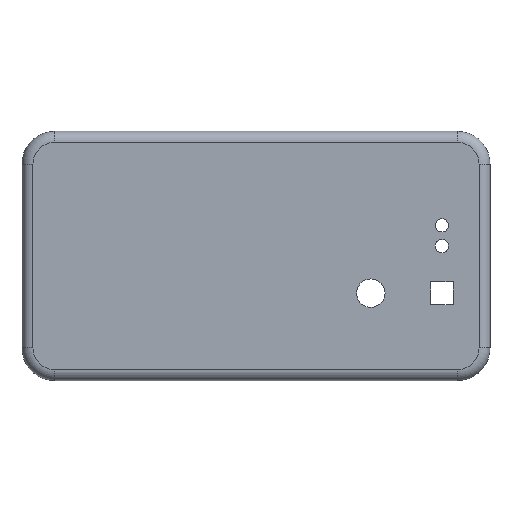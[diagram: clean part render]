
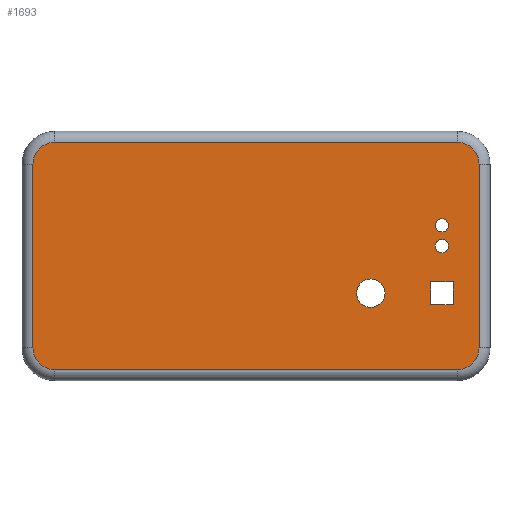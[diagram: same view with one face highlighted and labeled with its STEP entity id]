
A CAD part, top view. The second image highlights one B-rep face of the part: STEP entity #1693.
In plain terms, the highlighted planar face has unit normal (0, 0, 1).
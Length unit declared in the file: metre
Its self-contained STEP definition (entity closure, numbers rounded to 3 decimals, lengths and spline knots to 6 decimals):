
#79=CIRCLE('',#1821,0.00325);
#80=CIRCLE('',#1822,0.0015);
#81=CIRCLE('',#1823,0.0015);
#82=CIRCLE('',#1824,0.005);
#83=CIRCLE('',#1825,0.005);
#84=CIRCLE('',#1826,0.005);
#85=CIRCLE('',#1827,0.005);
#219=ORIENTED_EDGE('',*,*,#697,.F.);
#220=ORIENTED_EDGE('',*,*,#698,.F.);
#221=ORIENTED_EDGE('',*,*,#699,.F.);
#222=ORIENTED_EDGE('',*,*,#700,.T.);
#223=ORIENTED_EDGE('',*,*,#701,.T.);
#224=ORIENTED_EDGE('',*,*,#702,.T.);
#225=ORIENTED_EDGE('',*,*,#703,.T.);
#226=ORIENTED_EDGE('',*,*,#704,.T.);
#227=ORIENTED_EDGE('',*,*,#705,.T.);
#228=ORIENTED_EDGE('',*,*,#706,.T.);
#229=ORIENTED_EDGE('',*,*,#707,.T.);
#230=ORIENTED_EDGE('',*,*,#708,.F.);
#231=ORIENTED_EDGE('',*,*,#709,.T.);
#232=ORIENTED_EDGE('',*,*,#710,.T.);
#233=ORIENTED_EDGE('',*,*,#711,.F.);
#697=EDGE_CURVE('',#933,#933,#79,.T.);
#698=EDGE_CURVE('',#934,#934,#80,.T.);
#699=EDGE_CURVE('',#935,#935,#81,.T.);
#700=EDGE_CURVE('',#936,#937,#82,.T.);
#701=EDGE_CURVE('',#937,#938,#1092,.T.);
#702=EDGE_CURVE('',#938,#939,#83,.T.);
#703=EDGE_CURVE('',#939,#940,#1093,.T.);
#704=EDGE_CURVE('',#940,#941,#84,.T.);
#705=EDGE_CURVE('',#941,#942,#1094,.F.);
#706=EDGE_CURVE('',#942,#943,#85,.T.);
#707=EDGE_CURVE('',#943,#936,#1095,.F.);
#708=EDGE_CURVE('',#944,#945,#1096,.T.);
#709=EDGE_CURVE('',#944,#946,#1097,.T.);
#710=EDGE_CURVE('',#946,#947,#1098,.T.);
#711=EDGE_CURVE('',#945,#947,#1099,.T.);
#933=VERTEX_POINT('',#2641);
#934=VERTEX_POINT('',#2643);
#935=VERTEX_POINT('',#2645);
#936=VERTEX_POINT('',#2647);
#937=VERTEX_POINT('',#2648);
#938=VERTEX_POINT('',#2650);
#939=VERTEX_POINT('',#2652);
#940=VERTEX_POINT('',#2654);
#941=VERTEX_POINT('',#2656);
#942=VERTEX_POINT('',#2658);
#943=VERTEX_POINT('',#2660);
#944=VERTEX_POINT('',#2663);
#945=VERTEX_POINT('',#2664);
#946=VERTEX_POINT('',#2666);
#947=VERTEX_POINT('',#2668);
#1092=LINE('',#2649,#1254);
#1093=LINE('',#2653,#1255);
#1094=LINE('',#2657,#1256);
#1095=LINE('',#2661,#1257);
#1096=LINE('',#2662,#1258);
#1097=LINE('',#2665,#1259);
#1098=LINE('',#2667,#1260);
#1099=LINE('',#2669,#1261);
#1254=VECTOR('',#2088,1.);
#1255=VECTOR('',#2091,1.);
#1256=VECTOR('',#2094,1.);
#1257=VECTOR('',#2097,1.);
#1258=VECTOR('',#2098,1.);
#1259=VECTOR('',#2099,1.);
#1260=VECTOR('',#2100,1.);
#1261=VECTOR('',#2101,1.);
#1366=EDGE_LOOP('',(#219));
#1367=EDGE_LOOP('',(#220));
#1368=EDGE_LOOP('',(#221));
#1369=EDGE_LOOP('',(#222,#223,#224,#225,#226,#227,#228,#229));
#1370=EDGE_LOOP('',(#230,#231,#232,#233));
#1500=FACE_BOUND('',#1366,.T.);
#1501=FACE_BOUND('',#1367,.T.);
#1502=FACE_BOUND('',#1368,.T.);
#1503=FACE_BOUND('',#1369,.T.);
#1504=FACE_BOUND('',#1370,.T.);
#1630=PLANE('',#1820);
#1693=ADVANCED_FACE('',(#1500,#1501,#1502,#1503,#1504),#1630,.T.);
#1820=AXIS2_PLACEMENT_3D('',#2639,#2078,#2079);
#1821=AXIS2_PLACEMENT_3D('',#2640,#2080,#2081);
#1822=AXIS2_PLACEMENT_3D('',#2642,#2082,#2083);
#1823=AXIS2_PLACEMENT_3D('',#2644,#2084,#2085);
#1824=AXIS2_PLACEMENT_3D('',#2646,#2086,#2087);
#1825=AXIS2_PLACEMENT_3D('',#2651,#2089,#2090);
#1826=AXIS2_PLACEMENT_3D('',#2655,#2092,#2093);
#1827=AXIS2_PLACEMENT_3D('',#2659,#2095,#2096);
#2078=DIRECTION('',(0.,0.,1.));
#2079=DIRECTION('',(1.,0.,0.));
#2080=DIRECTION('',(0.,0.,1.));
#2081=DIRECTION('',(1.,0.,0.));
#2082=DIRECTION('',(0.,0.,1.));
#2083=DIRECTION('',(1.,0.,0.));
#2084=DIRECTION('',(0.,0.,1.));
#2085=DIRECTION('',(1.,0.,0.));
#2086=DIRECTION('',(0.,0.,1.));
#2087=DIRECTION('',(1.,0.,0.));
#2088=DIRECTION('',(1.,0.,0.));
#2089=DIRECTION('',(0.,0.,1.));
#2090=DIRECTION('',(1.,0.,0.));
#2091=DIRECTION('',(0.,1.,0.));
#2092=DIRECTION('',(0.,0.,1.));
#2093=DIRECTION('',(1.,0.,0.));
#2094=DIRECTION('',(1.,0.,0.));
#2095=DIRECTION('',(0.,0.,1.));
#2096=DIRECTION('',(1.,0.,0.));
#2097=DIRECTION('',(0.,1.,0.));
#2098=DIRECTION('',(0.,1.,0.));
#2099=DIRECTION('',(-1.,0.,0.));
#2100=DIRECTION('',(0.,1.,0.));
#2101=DIRECTION('',(-1.,0.,0.));
#2639=CARTESIAN_POINT('',(0.05,0.025,0.0236));
#2640=CARTESIAN_POINT('',(0.07625,0.0165,0.0236));
#2641=CARTESIAN_POINT('',(0.0795,0.0165,0.0236));
#2642=CARTESIAN_POINT('',(0.0925,0.02725,0.0236));
#2643=CARTESIAN_POINT('',(0.094,0.02725,0.0236));
#2644=CARTESIAN_POINT('',(0.0925,0.032,0.0236));
#2645=CARTESIAN_POINT('',(0.094,0.032,0.0236));
#2646=CARTESIAN_POINT('',(0.004,0.004,0.0236));
#2647=CARTESIAN_POINT('',(-0.001,0.004,0.0236));
#2648=CARTESIAN_POINT('',(0.004,-0.001,0.0236));
#2649=CARTESIAN_POINT('',(0.096,-0.001,0.0236));
#2650=CARTESIAN_POINT('',(0.096,-0.001,0.0236));
#2651=CARTESIAN_POINT('',(0.096,0.004,0.0236));
#2652=CARTESIAN_POINT('',(0.101,0.004,0.0236));
#2653=CARTESIAN_POINT('',(0.101,0.046,0.0236));
#2654=CARTESIAN_POINT('',(0.101,0.046,0.0236));
#2655=CARTESIAN_POINT('',(0.096,0.046,0.0236));
#2656=CARTESIAN_POINT('',(0.096,0.051,0.0236));
#2657=CARTESIAN_POINT('',(0.05,0.051,0.0236));
#2658=CARTESIAN_POINT('',(0.004,0.051,0.0236));
#2659=CARTESIAN_POINT('',(0.004,0.046,0.0236));
#2660=CARTESIAN_POINT('',(-0.001,0.046,0.0236));
#2661=CARTESIAN_POINT('',(-0.001,0.025,0.0236));
#2662=CARTESIAN_POINT('',(0.0951,0.0165,0.0236));
#2663=CARTESIAN_POINT('',(0.0951,0.0139,0.0236));
#2664=CARTESIAN_POINT('',(0.0951,0.0191,0.0236));
#2665=CARTESIAN_POINT('',(0.0925,0.0139,0.0236));
#2666=CARTESIAN_POINT('',(0.0899,0.0139,0.0236));
#2667=CARTESIAN_POINT('',(0.0899,0.0165,0.0236));
#2668=CARTESIAN_POINT('',(0.0899,0.0191,0.0236));
#2669=CARTESIAN_POINT('',(0.0925,0.0191,0.0236));
